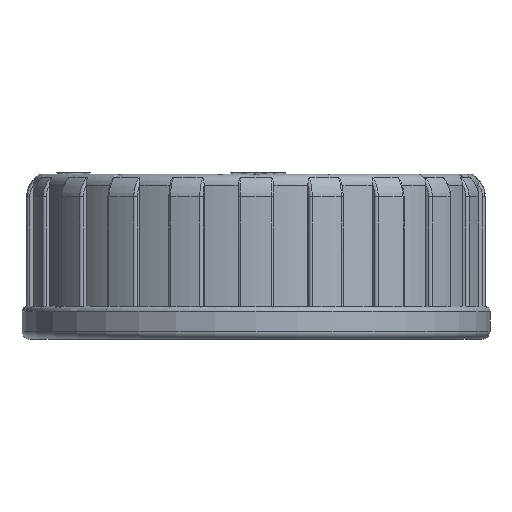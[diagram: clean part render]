
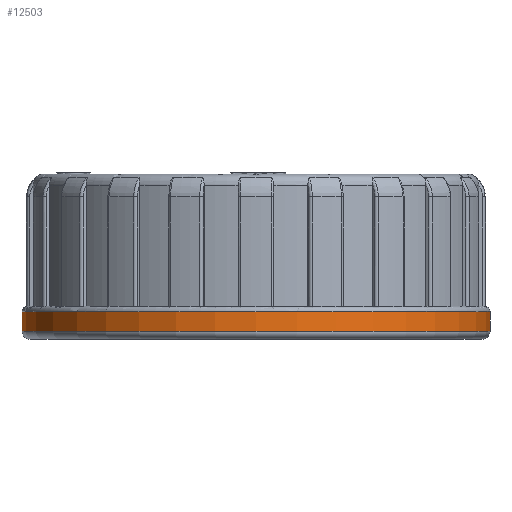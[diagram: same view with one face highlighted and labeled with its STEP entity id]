
A CAD part, front view. The second image highlights one B-rep face of the part: STEP entity #12503.
In plain terms, the highlighted cylindrical face has radius 42.5 mm (diameter 85 mm), a full revolution.
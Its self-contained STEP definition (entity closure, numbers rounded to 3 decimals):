
#704=FACE_OUTER_BOUND('',#1394,.T.);
#1394=EDGE_LOOP('',(#9216,#9217,#9218,#9219,#9220,#9221));
#2359=CIRCLE('',#13366,42.5);
#2360=CIRCLE('',#13367,42.5);
#2361=CIRCLE('',#13368,42.5);
#2362=CIRCLE('',#13369,42.5);
#2857=LINE('',#30875,#4290);
#4290=VECTOR('',#14908,42.5);
#5921=VERTEX_POINT('',#30870);
#5922=VERTEX_POINT('',#30871);
#5923=VERTEX_POINT('',#30874);
#5924=VERTEX_POINT('',#30876);
#7242=EDGE_CURVE('',#5921,#5922,#2359,.T.);
#7243=EDGE_CURVE('',#5922,#5921,#2360,.T.);
#7244=EDGE_CURVE('',#5921,#5923,#2857,.T.);
#7245=EDGE_CURVE('',#5923,#5924,#2361,.T.);
#7246=EDGE_CURVE('',#5924,#5923,#2362,.T.);
#9216=ORIENTED_EDGE('',*,*,#7242,.T.);
#9217=ORIENTED_EDGE('',*,*,#7243,.T.);
#9218=ORIENTED_EDGE('',*,*,#7244,.T.);
#9219=ORIENTED_EDGE('',*,*,#7245,.T.);
#9220=ORIENTED_EDGE('',*,*,#7246,.T.);
#9221=ORIENTED_EDGE('',*,*,#7244,.F.);
#12373=CYLINDRICAL_SURFACE('',#13365,42.5);
#12503=ADVANCED_FACE('',(#704),#12373,.T.);
#13365=AXIS2_PLACEMENT_3D('',#30869,#14902,#14903);
#13366=AXIS2_PLACEMENT_3D('',#30872,#14904,#14905);
#13367=AXIS2_PLACEMENT_3D('',#30873,#14906,#14907);
#13368=AXIS2_PLACEMENT_3D('',#30877,#14909,#14910);
#13369=AXIS2_PLACEMENT_3D('',#30878,#14911,#14912);
#14902=DIRECTION('center_axis',(0.,0.,1.));
#14903=DIRECTION('ref_axis',(1.,0.,0.));
#14904=DIRECTION('center_axis',(0.,0.,-1.));
#14905=DIRECTION('ref_axis',(-1.,0.,0.));
#14906=DIRECTION('center_axis',(0.,0.,-1.));
#14907=DIRECTION('ref_axis',(-1.,0.,0.));
#14908=DIRECTION('',(0.,0.,-1.));
#14909=DIRECTION('center_axis',(0.,0.,1.));
#14910=DIRECTION('ref_axis',(-1.,0.,0.));
#14911=DIRECTION('center_axis',(0.,0.,1.));
#14912=DIRECTION('ref_axis',(-1.,0.,0.));
#30869=CARTESIAN_POINT('Origin',(0.,0.,0.));
#30870=CARTESIAN_POINT('',(-42.5,0.,5.));
#30871=CARTESIAN_POINT('',(42.5,0.,5.));
#30872=CARTESIAN_POINT('Origin',(0.,0.,5.));
#30873=CARTESIAN_POINT('Origin',(0.,0.,5.));
#30874=CARTESIAN_POINT('',(-42.5,0.,1.5));
#30875=CARTESIAN_POINT('',(-42.5,0.,0.));
#30876=CARTESIAN_POINT('',(42.5,0.,1.5));
#30877=CARTESIAN_POINT('Origin',(0.,0.,1.5));
#30878=CARTESIAN_POINT('Origin',(0.,0.,1.5));
